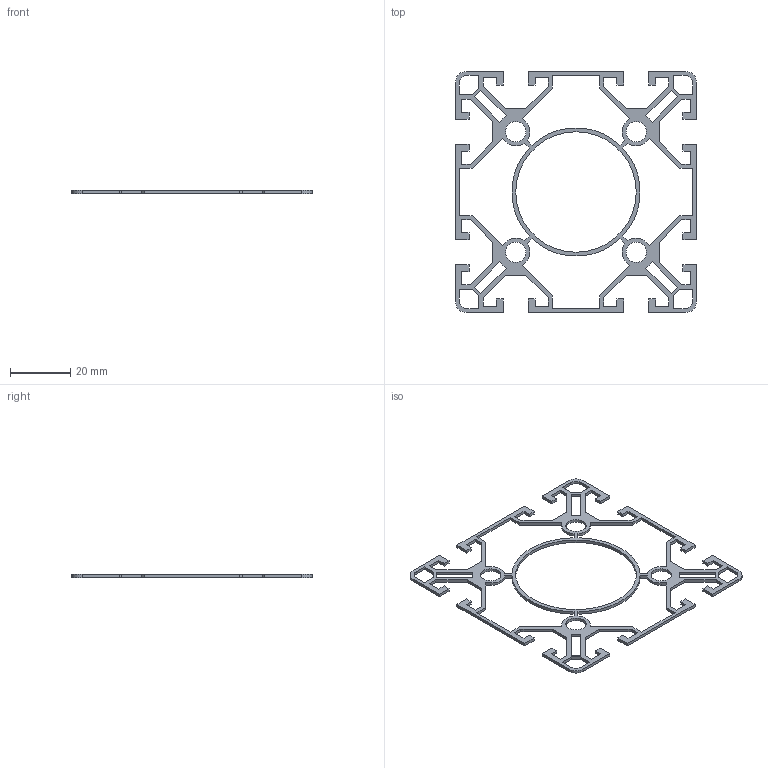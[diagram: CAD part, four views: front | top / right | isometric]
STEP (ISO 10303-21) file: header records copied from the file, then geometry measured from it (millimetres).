
FILE_DESCRIPTION((''),'2;1');
FILE_NAME('SP580_extern.ipt.step','2007-09-10T15:10:39',(''),(''),'Autodesk Inventor 11','Autodesk Inventor 11','');
FILE_SCHEMA(('AUTOMOTIVE_DESIGN { 1 0 10303 214 1 1 1 1 }'));
Length unit declared in the file: millimetre
Products named in the file (1): SP580_extern
Bounding box: 80 x 80 x 1 mm (x, y, z)
Volume: 1327 mm3; surface area: 4239.7 mm2
Topology: 1 solids, 1 shells, 215 faces, 644 edges, 431 vertices
Faces by surface type: plane 190, cylinder 20, bspline 5
Entity records: 7234 total; most frequent: CARTESIAN_POINT 1361, ORIENTED_EDGE 1268, DIRECTION 1106, EDGE_CURVE 634, VECTOR 584, LINE 584, VERTEX_POINT 426, AXIS2_PLACEMENT_3D 261
